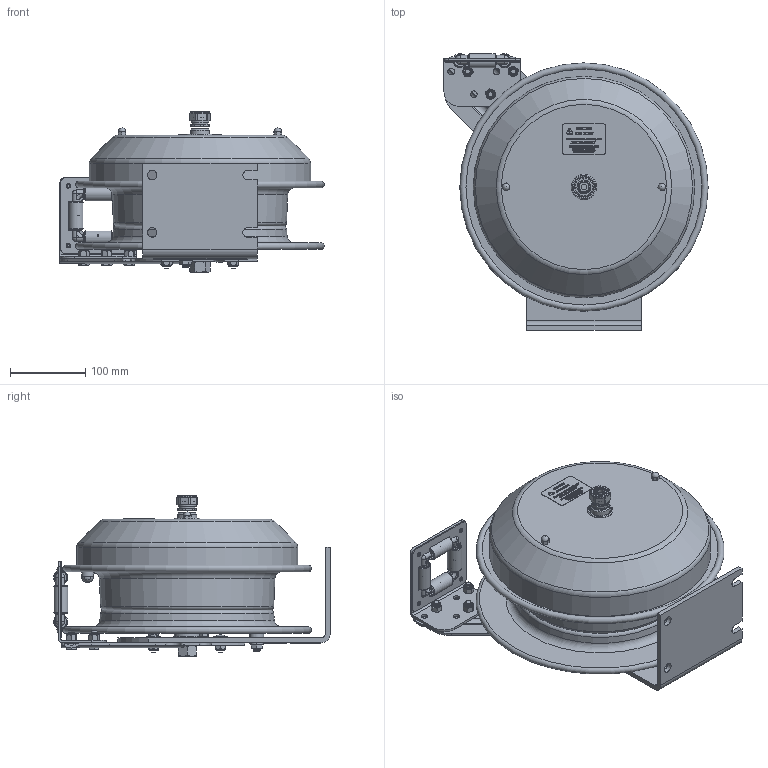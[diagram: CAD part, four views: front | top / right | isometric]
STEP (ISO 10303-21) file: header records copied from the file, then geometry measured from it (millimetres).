
FILE_DESCRIPTION(/* description */ (''),/* implementation_level */ '2;1');
FILE_NAME(/* name */ 'PC13-3516-E_SHARED.stp',/* time_stamp */ '2020-03-17T09:22:20-07:00',/* author */ ('NMelton'),/* organization */ (''),/* preprocessor_version */ 'ST-DEVELOPER v17',/* originating_system */ 'Autodesk Inventor 2019',/* authorisation */ '');
FILE_SCHEMA (('AUTOMOTIVE_DESIGN { 1 0 10303 214 3 1 1 }'));
Products named in the file (1): PC13-3516-E_SHARED
Bounding box: 351.32 x 368.05 x 213.98 mm (x, y, z)
Surface area: 759258.2 mm2 (no closed solid volume)
Topology: 0 solids, 118 shells, 3877 faces, 13649 edges, 9580 vertices
Faces by surface type: plane 2269, bspline 1106, cylinder 276, cone 126, torus 60, sphere 40
Full cylindrical faces by diameter (mm): 2.54 x1, 3.048 x1, 4.699 x4, 4.826 x2, 5.556 x4, 5.588 x2, 6.35 x4, 7.62 x1, 7.938 x3, 8.731 x7, 11.43 x3, 12.192 x8, 12.446 x1, 12.7 x3, 15.875 x2, 16.002 x1, 17.399 x1, 18.542 x1, 19.05 x5, 21.488 x1, 23.698 x1, 25.4 x2, 26.568 x1, 28.575 x1, 28.702 x1, 34.112 x1, 34.925 x1, 35.052 x1, 294.386 x1
Entity records: 156372 total; most frequent: CARTESIAN_POINT 45873, ORIENTED_EDGE 22755, DIRECTION 17260, EDGE_CURVE 13602, VERTEX_POINT 9580, LINE 8778, VECTOR 8778, EDGE_LOOP 4394
